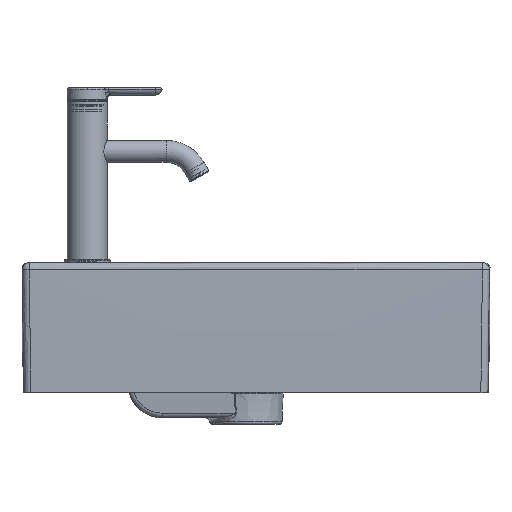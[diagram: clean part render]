
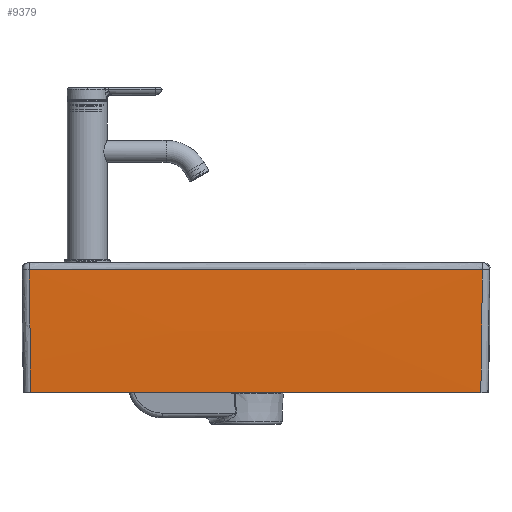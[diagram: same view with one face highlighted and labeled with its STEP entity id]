
A CAD part, front view. The second image highlights one B-rep face of the part: STEP entity #9379.
In plain terms, the highlighted free-form (B-spline) face has degree [3, 2] with [4, 3] control points.
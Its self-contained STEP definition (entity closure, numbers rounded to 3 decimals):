
#9286=CARTESIAN_POINT('',(8.212,-249.973,-7.067));
#9287=VERTEX_POINT('',#9286);
#9306=CARTESIAN_POINT('',(9.611,-248.044,-130.));
#9307=VERTEX_POINT('',#9306);
#9321=CARTESIAN_POINT('',(-56.142,6514.673,40.741));
#9322=DIRECTION('',(1.,0.009,0.012));
#9323=DIRECTION('',(0.011,0.014,-1.));
#9324=AXIS2_PLACEMENT_3D('',#9321,#9322,#9323);
#9325=ELLIPSE('',#9324,8225.122,6765.062);
#9326=EDGE_CURVE('',#9307,#9287,#9325,.F.);
#9331=CARTESIAN_POINT('',(8.212,-248.038,-130.));
#9332=CARTESIAN_POINT('',(159.411,-248.722,-130.009));
#9333=CARTESIAN_POINT('',(310.614,-248.72,-130.009));
#9334=CARTESIAN_POINT('',(461.813,-248.032,-130.));
#9335=CARTESIAN_POINT('',(8.212,-249.383,-68.54));
#9336=CARTESIAN_POINT('',(159.411,-250.067,-68.544));
#9337=CARTESIAN_POINT('',(310.614,-250.065,-68.544));
#9338=CARTESIAN_POINT('',(461.813,-249.377,-68.539));
#9339=CARTESIAN_POINT('',(8.212,-249.973,-7.067));
#9340=CARTESIAN_POINT('',(159.411,-250.656,-7.068));
#9341=CARTESIAN_POINT('',(310.614,-250.655,-7.068));
#9342=CARTESIAN_POINT('',(461.813,-249.967,-7.067));
#9350=(BOUNDED_SURFACE()B_SPLINE_SURFACE(3,2,((#9331,#9335,#9339),(#9332,#9336,#9340),(#9333,#9337,#9341),(#9334,#9338,#9342)),.SURF_OF_REVOLUTION.,.F.,.F.,.U.)B_SPLINE_SURFACE_WITH_KNOTS((4,4),(3,3),(235393.285,235846.888),(0.0,1.0),.UNSPECIFIED.)GEOMETRIC_REPRESENTATION_ITEM()RATIONAL_B_SPLINE_SURFACE(((1.0,1.,1.0),(1.0,1.,1.0),(1.0,1.,1.0),(1.0,1.,1.0)))REPRESENTATION_ITEM('')SURFACE());
#9351=CARTESIAN_POINT('',(461.813,-249.967,-7.067));
#9352=VERTEX_POINT('',#9351);
#9353=CARTESIAN_POINT('',(8.212,-249.973,-7.067));
#9354=CARTESIAN_POINT('',(159.411,-250.656,-7.067));
#9355=CARTESIAN_POINT('',(310.614,-250.655,-7.067));
#9356=CARTESIAN_POINT('',(461.813,-249.967,-7.067));
#9357=B_SPLINE_CURVE_WITH_KNOTS('',3,(#9353,#9354,#9355,#9356),.UNSPECIFIED.,.F.,.U.,(4,4),(144.607,786.051),.UNSPECIFIED.);
#9358=EDGE_CURVE('',#9352,#9287,#9357,.F.);
#9359=ORIENTED_EDGE('',*,*,#9358,.T.);
#9360=ORIENTED_EDGE('',*,*,#9326,.F.);
#9361=CARTESIAN_POINT('',(460.371,-248.039,-130.));
#9362=VERTEX_POINT('',#9361);
#9363=CARTESIAN_POINT('',(460.371,-248.039,-130.0));
#9364=CARTESIAN_POINT('',(310.119,-248.718,-130.0));
#9365=CARTESIAN_POINT('',(159.863,-248.72,-130.0));
#9366=CARTESIAN_POINT('',(9.611,-248.044,-130.0));
#9367=B_SPLINE_CURVE_WITH_KNOTS('',3,(#9363,#9364,#9365,#9366),.UNSPECIFIED.,.F.,.U.,(4,4),(11.85,649.321),.UNSPECIFIED.);
#9368=EDGE_CURVE('',#9362,#9307,#9367,.T.);
#9369=ORIENTED_EDGE('',*,*,#9368,.F.);
#9370=CARTESIAN_POINT('',(-4561.514,4801.878,69.614));
#9371=DIRECTION('',(0.709,0.705,0.003));
#9372=DIRECTION('',(0.705,-0.709,-0.028));
#9373=AXIS2_PLACEMENT_3D('',#9370,#9371,#9372);
#9374=CIRCLE('',#9373,7124.664);
#9375=EDGE_CURVE('',#9362,#9352,#9374,.F.);
#9376=ORIENTED_EDGE('',*,*,#9375,.T.);
#9377=EDGE_LOOP('',(#9359,#9360,#9369,#9376));
#9378=FACE_OUTER_BOUND('',#9377,.T.);
#9379=ADVANCED_FACE('',(#9378),#9350,.T.);
